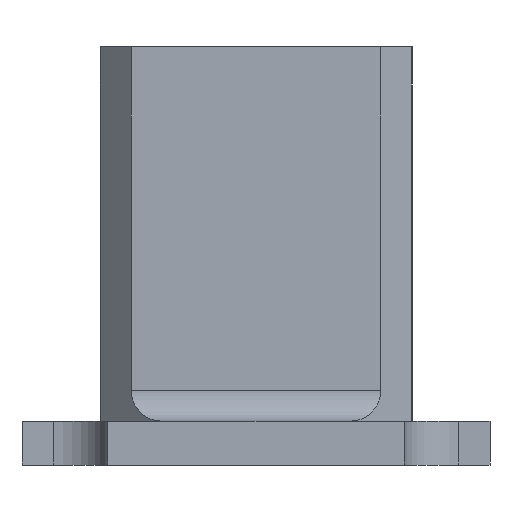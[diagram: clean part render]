
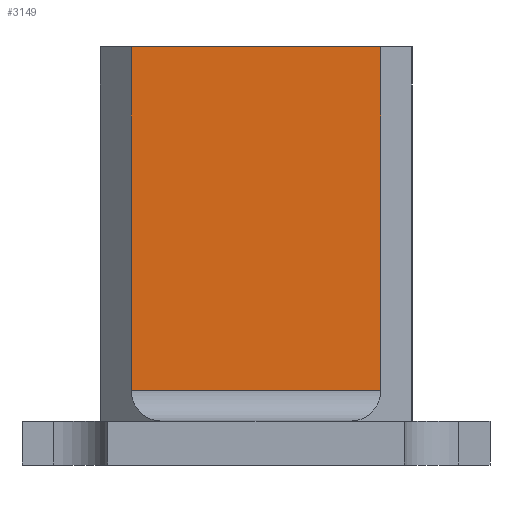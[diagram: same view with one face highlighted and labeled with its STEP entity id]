
A CAD part, left-side view. The second image highlights one B-rep face of the part: STEP entity #3149.
In plain terms, the highlighted planar face has unit normal (-1, 0, 0).
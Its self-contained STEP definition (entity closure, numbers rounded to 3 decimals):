
#660 = PLANE('',#661);
#661 = AXIS2_PLACEMENT_3D('',#662,#663,#664);
#662 = CARTESIAN_POINT('',(10.,10.,26.8));
#663 = DIRECTION('',(0.,0.,1.));
#664 = DIRECTION('',(1.,0.,0.));
#1875 = VERTEX_POINT('',#1876);
#1876 = CARTESIAN_POINT('',(-10.,8.,26.8));
#1890 = PLANE('',#1891);
#1891 = AXIS2_PLACEMENT_3D('',#1892,#1893,#1894);
#1892 = CARTESIAN_POINT('',(-9.,9.,2.8));
#1893 = DIRECTION('',(-0.707,0.707,0.));
#1894 = DIRECTION('',(0.,0.,-1.));
#1902 = EDGE_CURVE('',#1903,#1875,#1905,.T.);
#1903 = VERTEX_POINT('',#1904);
#1904 = CARTESIAN_POINT('',(-10.,-8.,26.8));
#1905 = SURFACE_CURVE('',#1906,(#1910,#1917),.PCURVE_S1.);
#1906 = LINE('',#1907,#1908);
#1907 = CARTESIAN_POINT('',(-10.,-10.,26.8));
#1908 = VECTOR('',#1909,1.);
#1909 = DIRECTION('',(0.,1.,0.));
#1910 = PCURVE('',#660,#1911);
#1911 = DEFINITIONAL_REPRESENTATION('',(#1912),#1916);
#1912 = LINE('',#1913,#1914);
#1913 = CARTESIAN_POINT('',(-20.,-20.));
#1914 = VECTOR('',#1915,1.);
#1915 = DIRECTION('',(0.,1.));
#1916 = ( GEOMETRIC_REPRESENTATION_CONTEXT(2) 
PARAMETRIC_REPRESENTATION_CONTEXT() REPRESENTATION_CONTEXT('2D SPACE',''
  ) );
#1917 = PCURVE('',#1918,#1923);
#1918 = PLANE('',#1919);
#1919 = AXIS2_PLACEMENT_3D('',#1920,#1921,#1922);
#1920 = CARTESIAN_POINT('',(-10.,-10.,2.8));
#1921 = DIRECTION('',(-1.,0.,0.));
#1922 = DIRECTION('',(0.,1.,0.));
#1923 = DEFINITIONAL_REPRESENTATION('',(#1924),#1928);
#1924 = LINE('',#1925,#1926);
#1925 = CARTESIAN_POINT('',(0.,-24.));
#1926 = VECTOR('',#1927,1.);
#1927 = DIRECTION('',(1.,0.));
#1928 = ( GEOMETRIC_REPRESENTATION_CONTEXT(2) 
PARAMETRIC_REPRESENTATION_CONTEXT() REPRESENTATION_CONTEXT('2D SPACE',''
  ) );
#1946 = PLANE('',#1947);
#1947 = AXIS2_PLACEMENT_3D('',#1948,#1949,#1950);
#1948 = CARTESIAN_POINT('',(-9.,-9.,2.8));
#1949 = DIRECTION('',(-0.707,-0.707,0.));
#1950 = DIRECTION('',(0.,0.,-1.));
#2188 = CYLINDRICAL_SURFACE('',#2189,2.);
#2189 = AXIS2_PLACEMENT_3D('',#2190,#2191,#2192);
#2190 = CARTESIAN_POINT('',(-12.,-8.,4.8));
#2191 = DIRECTION('',(0.,1.,0.));
#2192 = DIRECTION('',(0.,0.,-1.));
#3033 = EDGE_CURVE('',#3034,#1875,#3036,.T.);
#3034 = VERTEX_POINT('',#3035);
#3035 = CARTESIAN_POINT('',(-10.,8.,4.8));
#3036 = SURFACE_CURVE('',#3037,(#3041,#3048),.PCURVE_S1.);
#3037 = LINE('',#3038,#3039);
#3038 = CARTESIAN_POINT('',(-10.,8.,2.8));
#3039 = VECTOR('',#3040,1.);
#3040 = DIRECTION('',(0.,0.,1.));
#3041 = PCURVE('',#1890,#3042);
#3042 = DEFINITIONAL_REPRESENTATION('',(#3043),#3047);
#3043 = LINE('',#3044,#3045);
#3044 = CARTESIAN_POINT('',(0.,1.414));
#3045 = VECTOR('',#3046,1.);
#3046 = DIRECTION('',(-1.,0.));
#3047 = ( GEOMETRIC_REPRESENTATION_CONTEXT(2) 
PARAMETRIC_REPRESENTATION_CONTEXT() REPRESENTATION_CONTEXT('2D SPACE',''
  ) );
#3048 = PCURVE('',#1918,#3049);
#3049 = DEFINITIONAL_REPRESENTATION('',(#3050),#3054);
#3050 = LINE('',#3051,#3052);
#3051 = CARTESIAN_POINT('',(18.,0.));
#3052 = VECTOR('',#3053,1.);
#3053 = DIRECTION('',(0.,-1.));
#3054 = ( GEOMETRIC_REPRESENTATION_CONTEXT(2) 
PARAMETRIC_REPRESENTATION_CONTEXT() REPRESENTATION_CONTEXT('2D SPACE',''
  ) );
#3095 = EDGE_CURVE('',#3096,#1903,#3098,.T.);
#3096 = VERTEX_POINT('',#3097);
#3097 = CARTESIAN_POINT('',(-10.,-8.,4.8));
#3098 = SURFACE_CURVE('',#3099,(#3103,#3110),.PCURVE_S1.);
#3099 = LINE('',#3100,#3101);
#3100 = CARTESIAN_POINT('',(-10.,-8.,2.8));
#3101 = VECTOR('',#3102,1.);
#3102 = DIRECTION('',(0.,0.,1.));
#3103 = PCURVE('',#1946,#3104);
#3104 = DEFINITIONAL_REPRESENTATION('',(#3105),#3109);
#3105 = LINE('',#3106,#3107);
#3106 = CARTESIAN_POINT('',(0.,-1.414));
#3107 = VECTOR('',#3108,1.);
#3108 = DIRECTION('',(-1.,0.));
#3109 = ( GEOMETRIC_REPRESENTATION_CONTEXT(2) 
PARAMETRIC_REPRESENTATION_CONTEXT() REPRESENTATION_CONTEXT('2D SPACE',''
  ) );
#3110 = PCURVE('',#1918,#3111);
#3111 = DEFINITIONAL_REPRESENTATION('',(#3112),#3116);
#3112 = LINE('',#3113,#3114);
#3113 = CARTESIAN_POINT('',(2.,0.));
#3114 = VECTOR('',#3115,1.);
#3115 = DIRECTION('',(0.,-1.));
#3116 = ( GEOMETRIC_REPRESENTATION_CONTEXT(2) 
PARAMETRIC_REPRESENTATION_CONTEXT() REPRESENTATION_CONTEXT('2D SPACE',''
  ) );
#3149 = ADVANCED_FACE('',(#3150),#1918,.T.);
#3150 = FACE_BOUND('',#3151,.T.);
#3151 = EDGE_LOOP('',(#3152,#3153,#3154,#3155));
#3152 = ORIENTED_EDGE('',*,*,#3095,.T.);
#3153 = ORIENTED_EDGE('',*,*,#1902,.T.);
#3154 = ORIENTED_EDGE('',*,*,#3033,.F.);
#3155 = ORIENTED_EDGE('',*,*,#3156,.F.);
#3156 = EDGE_CURVE('',#3096,#3034,#3157,.T.);
#3157 = SURFACE_CURVE('',#3158,(#3162,#3169),.PCURVE_S1.);
#3158 = LINE('',#3159,#3160);
#3159 = CARTESIAN_POINT('',(-10.,-8.,4.8));
#3160 = VECTOR('',#3161,1.);
#3161 = DIRECTION('',(0.,1.,0.));
#3162 = PCURVE('',#1918,#3163);
#3163 = DEFINITIONAL_REPRESENTATION('',(#3164),#3168);
#3164 = LINE('',#3165,#3166);
#3165 = CARTESIAN_POINT('',(2.,-2.));
#3166 = VECTOR('',#3167,1.);
#3167 = DIRECTION('',(1.,0.));
#3168 = ( GEOMETRIC_REPRESENTATION_CONTEXT(2) 
PARAMETRIC_REPRESENTATION_CONTEXT() REPRESENTATION_CONTEXT('2D SPACE',''
  ) );
#3169 = PCURVE('',#2188,#3170);
#3170 = DEFINITIONAL_REPRESENTATION('',(#3171),#3175);
#3171 = LINE('',#3172,#3173);
#3172 = CARTESIAN_POINT('',(-1.571,0.));
#3173 = VECTOR('',#3174,1.);
#3174 = DIRECTION('',(0.,1.));
#3175 = ( GEOMETRIC_REPRESENTATION_CONTEXT(2) 
PARAMETRIC_REPRESENTATION_CONTEXT() REPRESENTATION_CONTEXT('2D SPACE',''
  ) );
